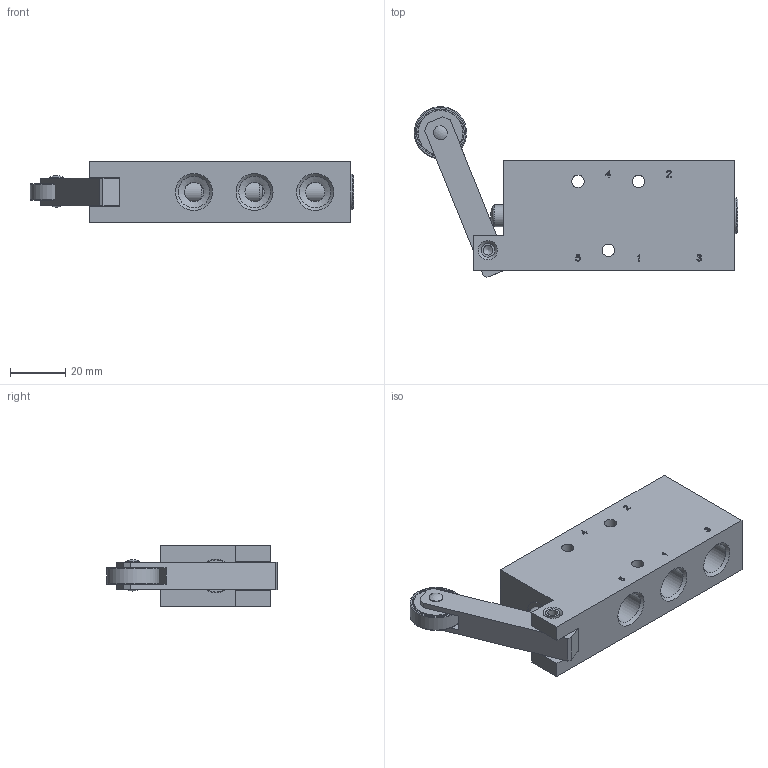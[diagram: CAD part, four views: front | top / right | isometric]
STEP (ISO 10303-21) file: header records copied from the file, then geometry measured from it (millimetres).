
FILE_DESCRIPTION(/* description */ ('Unknown'),/* implementation_level */ '2;1');
FILE_NAME(/* name */ 'BR 511 701',/* time_stamp */ '2026-01-09T09:30:06+01:00',/* author */ ('Unknown'),/* organization */ ('HAFNER Pneumatika Kft'),/* preprocessor_version */ 'ST-DEVELOPER v16.7',/* originating_system */ 'Solid Edge',/* authorisation */ 'Unknown');
FILE_SCHEMA (('AUTOMOTIVE_DESIGN {1 0 10303 214 3 1 1}'));
Length unit declared in the file: millimetre
Products named in the file (2): BR 511 701
Assembly tree (1 placements, depth 2):
  BR 511 701
    BR 511 701
Bounding box: 117.43 x 61.99 x 22 mm (x, y, z)
Volume: 67693.1 mm3; surface area: 28187.1 mm2
Topology: 17 solids, 23 shells, 265 faces, 648 edges, 428 vertices
Faces by surface type: plane 133, cylinder 55, cone 30, bspline 20, sphere 15, torus 12
Full cylindrical faces by diameter (mm): 1.6 x1, 3.5 x2, 4.5 x5, 4.998 x1, 5 x7, 7 x5, 7.6 x2, 7.61 x2, 8 x3, 8.06 x2, 9 x1, 9.564 x2, 10.8 x1, 11.445 x10, 12 x1, 12.05 x1, 12.06 x1, 13 x1, 14.436 x2, 17.3 x2, 19 x1
Entity records: 8879 total; most frequent: CARTESIAN_POINT 2265, DIRECTION 1058, ORIENTED_EDGE 946, EDGE_CURVE 473, FACE_BOUND 426, EDGE_LOOP 412, AXIS2_PLACEMENT_3D 383, VERTEX_POINT 375
